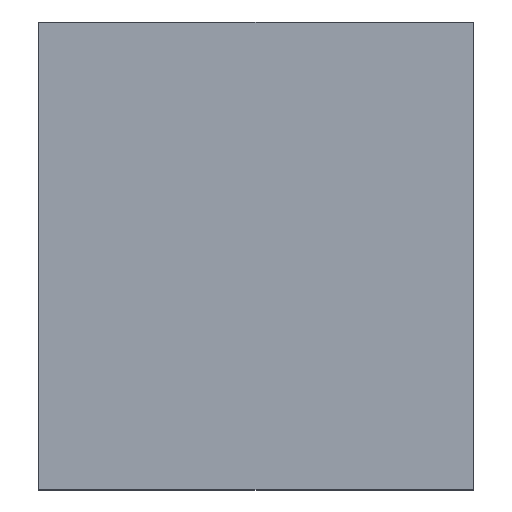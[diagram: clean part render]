
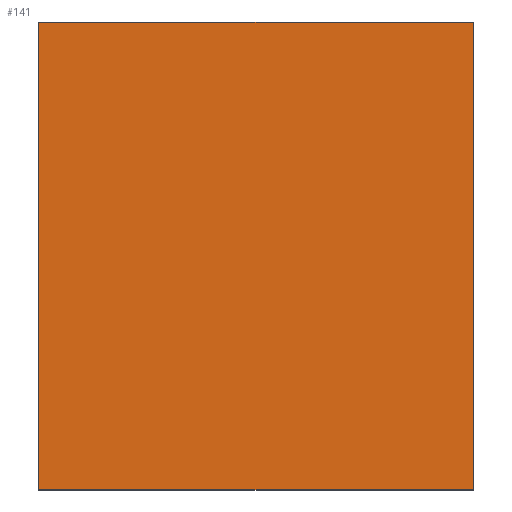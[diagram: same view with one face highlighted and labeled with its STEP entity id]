
A CAD part, top view. The second image highlights one B-rep face of the part: STEP entity #141.
In plain terms, the highlighted planar face has unit normal (0, 0, 1).
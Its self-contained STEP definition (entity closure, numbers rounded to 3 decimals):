
#22 = VERTEX_POINT('',#23);
#23 = CARTESIAN_POINT('',(-19.6,16.626,0.));
#40 = VERTEX_POINT('',#41);
#41 = CARTESIAN_POINT('',(19.6,16.626,0.));
#47 = EDGE_CURVE('',#22,#40,#48,.T.);
#48 = LINE('',#49,#50);
#49 = CARTESIAN_POINT('',(-19.6,16.626,0.));
#50 = VECTOR('',#51,1.);
#51 = DIRECTION('',(1.,0.,0.));
#71 = VERTEX_POINT('',#72);
#72 = CARTESIAN_POINT('',(19.6,-25.626,0.));
#78 = EDGE_CURVE('',#40,#71,#79,.T.);
#79 = LINE('',#80,#81);
#80 = CARTESIAN_POINT('',(19.6,16.626,0.));
#81 = VECTOR('',#82,1.);
#82 = DIRECTION('',(0.,-1.,0.));
#102 = VERTEX_POINT('',#103);
#103 = CARTESIAN_POINT('',(-19.6,-25.626,0.));
#109 = EDGE_CURVE('',#71,#102,#110,.T.);
#110 = LINE('',#111,#112);
#111 = CARTESIAN_POINT('',(19.6,-25.626,0.));
#112 = VECTOR('',#113,1.);
#113 = DIRECTION('',(-1.,0.,0.));
#131 = EDGE_CURVE('',#102,#22,#132,.T.);
#132 = LINE('',#133,#134);
#133 = CARTESIAN_POINT('',(-19.6,-25.626,0.));
#134 = VECTOR('',#135,1.);
#135 = DIRECTION('',(0.,1.,0.));
#141 = ADVANCED_FACE('',(#142),#148,.T.);
#142 = FACE_BOUND('',#143,.F.);
#143 = EDGE_LOOP('',(#144,#145,#146,#147));
#144 = ORIENTED_EDGE('',*,*,#47,.T.);
#145 = ORIENTED_EDGE('',*,*,#78,.T.);
#146 = ORIENTED_EDGE('',*,*,#109,.T.);
#147 = ORIENTED_EDGE('',*,*,#131,.T.);
#148 = PLANE('',#149);
#149 = AXIS2_PLACEMENT_3D('',#150,#151,#152);
#150 = CARTESIAN_POINT('',(0.,-4.5,0.));
#151 = DIRECTION('',(0.,0.,1.));
#152 = DIRECTION('',(1.,0.,-0.));
